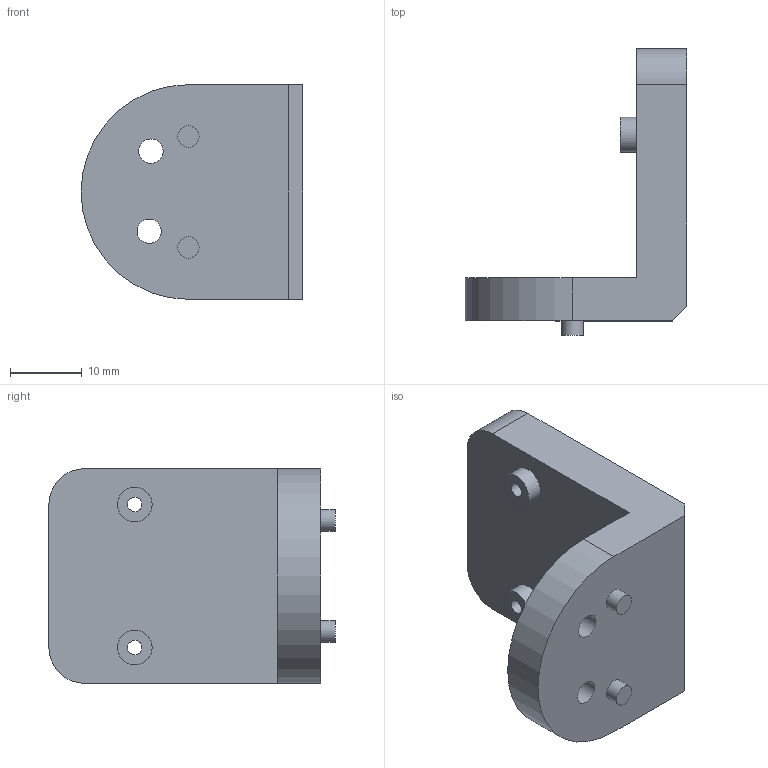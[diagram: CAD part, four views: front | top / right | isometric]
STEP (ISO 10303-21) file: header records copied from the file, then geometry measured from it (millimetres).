
FILE_DESCRIPTION(/* description */ (''),/* implementation_level */ '2;1');
FILE_NAME(/* name */ 'M500-ATAP03.stp',/* time_stamp */ '2024-02-20T16:04:10-05:00',/* author */ ('gboucher'),/* organization */ (''),/* preprocessor_version */ 'ST-DEVELOPER v18.1',/* originating_system */ 'Autodesk Inventor 2021',/* authorisation */ '');
FILE_SCHEMA (('AUTOMOTIVE_DESIGN { 1 0 10303 214 3 1 1 }'));
Length unit declared in the file: millimetre
Products named in the file (1): PneumaticShort
Bounding box: 31 x 40 x 30 mm (x, y, z)
Volume: 11501.7 mm3; surface area: 4890.8 mm2
Topology: 1 solids, 1 shells, 25 faces, 69 edges, 50 vertices
Faces by surface type: plane 12, cylinder 11, cone 2
Full cylindrical faces by diameter (mm): 2.013 x2, 3 x2, 3.4 x2, 4.85 x2
Entity records: 894 total; most frequent: DIRECTION 159, CARTESIAN_POINT 145, ORIENTED_EDGE 138, EDGE_CURVE 69, AXIS2_PLACEMENT_3D 64, VERTEX_POINT 50, CIRCLE 38, EDGE_LOOP 37
